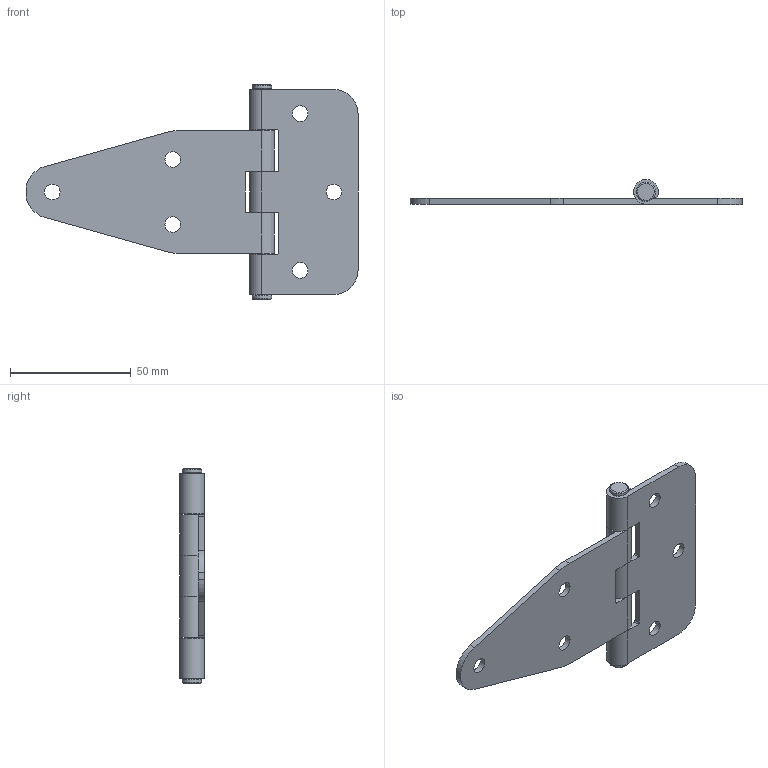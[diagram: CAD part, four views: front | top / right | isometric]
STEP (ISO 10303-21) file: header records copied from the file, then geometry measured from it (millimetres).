
FILE_DESCRIPTION( ( 'STEP AP203' ), '1' );
FILE_NAME( ' ', ' ', ( ' ' ), ( ' ' ), 'PSStep 10.0', ' ', ' ' );
FILE_SCHEMA( ( 'CONFIG_CONTROL_DESIGN' ) );
Length unit declared in the file: millimetre
Products named in the file (4): 1; 2; 3; 4
Bounding box: 137.75 x 10.25 x 89 mm (x, y, z)
Volume: 22919.5 mm3; surface area: 20685 mm2
Topology: 4 solids, 4 shells, 310 faces, 900 edges, 600 vertices
Faces by surface type: plane 192, cylinder 72, cone 44, torus 2
Full cylindrical faces by diameter (mm): 5 x2, 6.5 x6, 8 x2
Entity records: 10440 total; most frequent: CARTESIAN_POINT 2262, ORIENTED_EDGE 1752, DIRECTION 1572, EDGE_CURVE 876, VERTEX_POINT 592, AXIS2_PLACEMENT_3D 542, LINE 488, VECTOR 488
